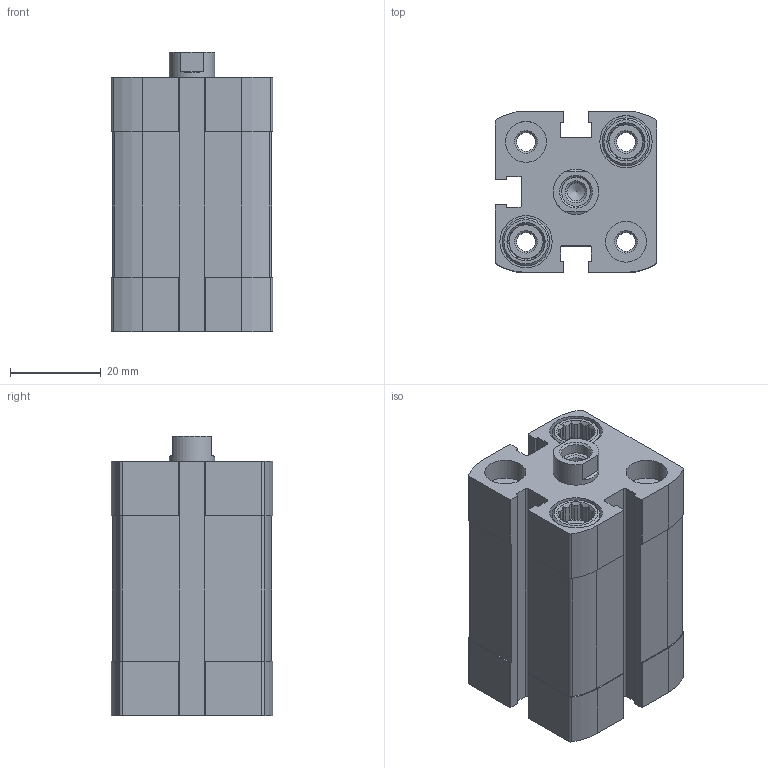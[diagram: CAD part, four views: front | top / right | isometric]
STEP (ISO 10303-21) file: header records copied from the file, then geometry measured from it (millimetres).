
FILE_DESCRIPTION(/* description */ ('STEP AP214'),/* implementation_level */ '2;1');
FILE_NAME(/* name */ '557057_ADN-3_4-3_4-I-P-A',/* time_stamp */ '2024-07-30T16:57:24+02:00',/* author */ ('License CC BY-ND 4.0'),/* organization */ ('CADENAS'),/* preprocessor_version */ 'ST-DEVELOPER v19.3',/* originating_system */ 'PARTsolutions',/* authorisation */ ' ');
FILE_SCHEMA (('AUTOMOTIVE_DESIGN {1 0 10303 214 3 1 1}'));
Length unit declared in the file: millimetre
Products named in the file (3): 557057 ADN-3/4"-3/4"-I-P-A--(0.750); 557057 ADN-0.75_(HS); 557057 ADN-0.75-I_(PS)
Assembly tree (2 placements, depth 2):
  557057 ADN-3/4"-3/4"-I-P-A--(0.750)
    557057 ADN-0.75_(HS)
    557057 ADN-0.75-I_(PS)
Bounding box: 35.5 x 35.5 x 61.55 mm (x, y, z)
Volume: 52854.9 mm3; surface area: 22699.1 mm2
Topology: 2 solids, 2 shells, 343 faces, 909 edges, 601 vertices
Faces by surface type: plane 231, cylinder 91, cone 21
Full cylindrical faces by diameter (mm): 3.967 x3, 4.134 x8, 5 x4, 6.4 x1, 7.5 x4, 9 x5, 10 x2, 10.5 x4, 11.5 x4, 19.05 x2
Entity records: 10473 total; most frequent: CARTESIAN_POINT 2063, DIRECTION 1732, ORIENTED_EDGE 1678, EDGE_CURVE 839, AXIS2_PLACEMENT_3D 643, VERTEX_POINT 590, LINE 446, VECTOR 446
